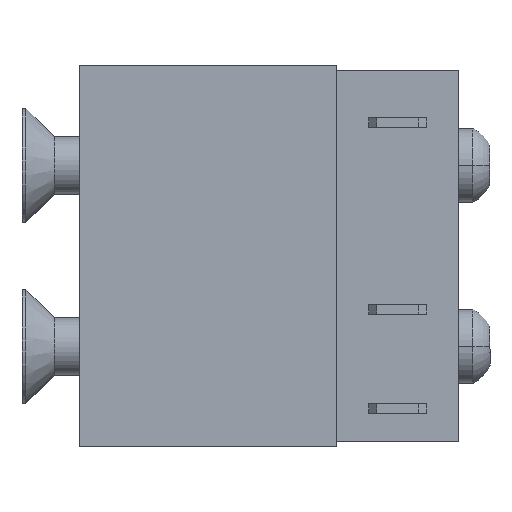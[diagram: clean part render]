
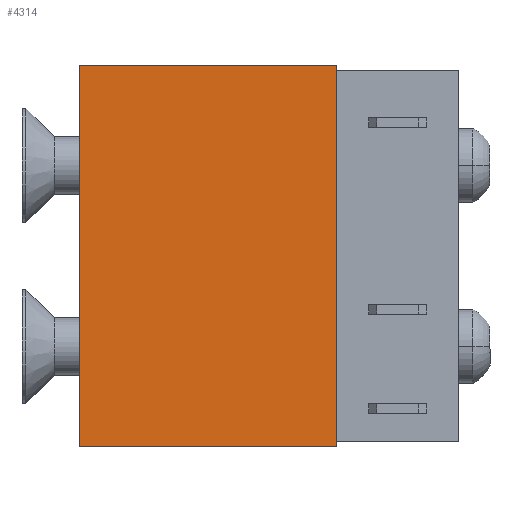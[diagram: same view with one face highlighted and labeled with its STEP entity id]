
A CAD part, front view. The second image highlights one B-rep face of the part: STEP entity #4314.
In plain terms, the highlighted face is planar.
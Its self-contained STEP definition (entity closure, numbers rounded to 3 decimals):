
#69 = VECTOR ( 'NONE', #2516, 1000. ) ;
#79 = VERTEX_POINT ( 'NONE', #2616 ) ;
#102 = ORIENTED_EDGE ( 'NONE', *, *, #3247, .T. ) ;
#288 = LINE ( 'NONE', #4237, #69 ) ;
#413 = EDGE_CURVE ( 'NONE', #597, #79, #574, .T. ) ;
#574 = LINE ( 'NONE', #1832, #2327 ) ;
#597 = VERTEX_POINT ( 'NONE', #3617 ) ;
#729 = CARTESIAN_POINT ( 'NONE',  ( 5., -10., 13.5 ) ) ;
#1068 = CARTESIAN_POINT ( 'NONE',  ( 5., -10., 13.5 ) ) ;
#1401 = DIRECTION ( 'NONE',  ( 0., 1., 0. ) ) ;
#1427 = VECTOR ( 'NONE', #1765, 1000. ) ;
#1446 = PLANE ( 'NONE',  #3314 ) ;
#1668 = ORIENTED_EDGE ( 'NONE', *, *, #3473, .F. ) ;
#1765 = DIRECTION ( 'NONE',  ( 0., 1., 0. ) ) ;
#1803 = DIRECTION ( 'NONE',  ( -1., 0., 0. ) ) ;
#1832 = CARTESIAN_POINT ( 'NONE',  ( 5., -10., 0. ) ) ;
#2122 = VERTEX_POINT ( 'NONE', #4409 ) ;
#2327 = VECTOR ( 'NONE', #1401, 1000. ) ;
#2381 = LINE ( 'NONE', #2811, #1427 ) ;
#2516 = DIRECTION ( 'NONE',  ( 0., 0., -1. ) ) ;
#2616 = CARTESIAN_POINT ( 'NONE',  ( 5., 10., 0. ) ) ;
#2811 = CARTESIAN_POINT ( 'NONE',  ( 5., -10., 13.5 ) ) ;
#3247 = EDGE_CURVE ( 'NONE', #3900, #597, #3432, .T. ) ;
#3314 = AXIS2_PLACEMENT_3D ( 'NONE', #1068, #1803, #4287 ) ;
#3432 = LINE ( 'NONE', #4022, #3930 ) ;
#3473 = EDGE_CURVE ( 'NONE', #2122, #79, #288, .T. ) ;
#3603 = EDGE_CURVE ( 'NONE', #3900, #2122, #2381, .T. ) ;
#3617 = CARTESIAN_POINT ( 'NONE',  ( 5., -10., 0. ) ) ;
#3805 = FACE_OUTER_BOUND ( 'NONE', #3952, .T. ) ;
#3900 = VERTEX_POINT ( 'NONE', #729 ) ;
#3930 = VECTOR ( 'NONE', #4472, 1000. ) ;
#3952 = EDGE_LOOP ( 'NONE', ( #4176, #1668, #4533, #102 ) ) ;
#4022 = CARTESIAN_POINT ( 'NONE',  ( 5., -10., 13.5 ) ) ;
#4176 = ORIENTED_EDGE ( 'NONE', *, *, #413, .T. ) ;
#4237 = CARTESIAN_POINT ( 'NONE',  ( 5., 10., 13.5 ) ) ;
#4287 = DIRECTION ( 'NONE',  ( 0., 0., 1. ) ) ;
#4314 = ADVANCED_FACE ( 'NONE', ( #3805 ), #1446, .F. ) ;
#4409 = CARTESIAN_POINT ( 'NONE',  ( 5., 10., 13.5 ) ) ;
#4472 = DIRECTION ( 'NONE',  ( 0., 0., -1. ) ) ;
#4533 = ORIENTED_EDGE ( 'NONE', *, *, #3603, .F. ) ;
